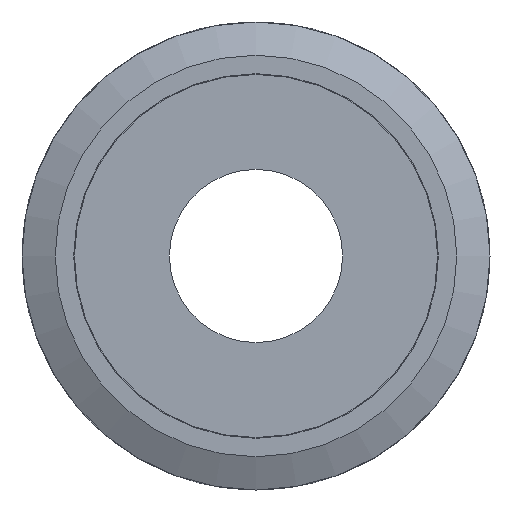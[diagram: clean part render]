
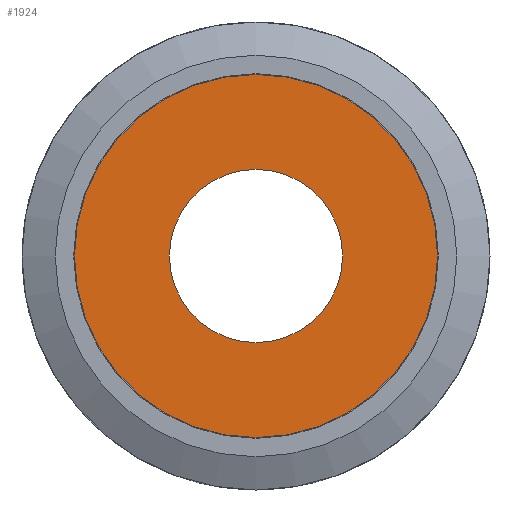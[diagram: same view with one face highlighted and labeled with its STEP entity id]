
A CAD part, front view. The second image highlights one B-rep face of the part: STEP entity #1924.
In plain terms, the highlighted planar face has unit normal (0, -1, 0).
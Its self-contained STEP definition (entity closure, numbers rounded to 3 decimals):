
#95=FACE_BOUND($,#627,.T.);
#397=PLANE($,#2087);
#490=FACE_OUTER_BOUND($,#626,.T.);
#626=EDGE_LOOP($,(#1474));
#627=EDGE_LOOP($,(#1475));
#750=CIRCLE($,#2083,19.4);
#751=CIRCLE($,#2086,9.25);
#892=VERTEX_POINT($,#3096);
#893=VERTEX_POINT($,#3100);
#1110=EDGE_CURVE($,#892,#892,#750,.T.);
#1111=EDGE_CURVE($,#893,#893,#751,.T.);
#1474=ORIENTED_EDGE($,*,*,#1110,.F.);
#1475=ORIENTED_EDGE($,*,*,#1111,.T.);
#1924=ADVANCED_FACE($,(#490,#95),#397,.T.);
#2083=AXIS2_PLACEMENT_3D($,#3097,#2423,#2424);
#2086=AXIS2_PLACEMENT_3D($,#3101,#2429,#2430);
#2087=AXIS2_PLACEMENT_3D($,#3102,#2431,#2432);
#2423=DIRECTION('center_axis',(0.,1.,0.));
#2424=DIRECTION('ref_axis',(0.,0.,1.));
#2429=DIRECTION('center_axis',(0.,1.,0.));
#2430=DIRECTION('ref_axis',(0.,0.,1.));
#2431=DIRECTION('center_axis',(0.,-1.,0.));
#2432=DIRECTION('ref_axis',(0.,0.,-1.));
#3096=CARTESIAN_POINT('',(0.,0.,19.4));
#3097=CARTESIAN_POINT('Origin',(0.,0.,0.));
#3100=CARTESIAN_POINT('',(0.,0.,9.25));
#3101=CARTESIAN_POINT('Origin',(0.,0.,0.));
#3102=CARTESIAN_POINT('Origin',(0.,0.,14.325));
